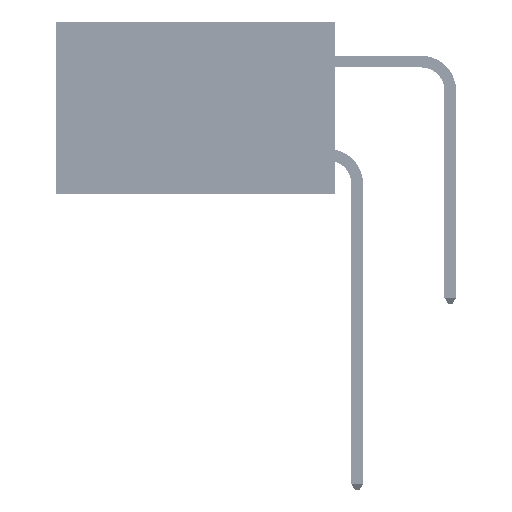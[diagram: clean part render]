
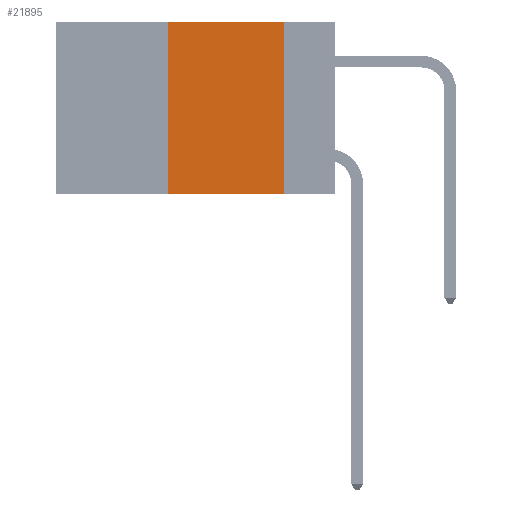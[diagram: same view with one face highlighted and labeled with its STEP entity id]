
A CAD part, left-side view. The second image highlights one B-rep face of the part: STEP entity #21895.
In plain terms, the highlighted planar face has unit normal (-1, 0, 0).
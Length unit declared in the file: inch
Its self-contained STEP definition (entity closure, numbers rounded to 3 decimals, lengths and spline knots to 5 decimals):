
#1836 = VERTEX_POINT ( 'NONE', #35349 ) ;
#1947 = DIRECTION ( 'NONE',  ( 0., 0., -1. ) ) ;
#1998 = DIRECTION ( 'NONE',  ( 0., -1., 0. ) ) ;
#2131 = PLANE ( 'NONE',  #12459 ) ;
#3068 = VECTOR ( 'NONE', #51625, 39.37008 ) ;
#4203 = CARTESIAN_POINT ( 'NONE',  ( 0., 0.36, -0.37 ) ) ;
#4990 = VERTEX_POINT ( 'NONE', #4203 ) ;
#6757 = CARTESIAN_POINT ( 'NONE',  ( 0., 0.6, 0. ) ) ;
#7512 = CARTESIAN_POINT ( 'NONE',  ( 0., 0.11, 0. ) ) ;
#8728 = VERTEX_POINT ( 'NONE', #22936 ) ;
#10368 = LINE ( 'NONE', #31755, #41553 ) ;
#12459 = AXIS2_PLACEMENT_3D ( 'NONE', #21459, #41556, #1947 ) ;
#12906 = VECTOR ( 'NONE', #1998, 39.37008 ) ;
#13033 = CARTESIAN_POINT ( 'NONE',  ( 0., 0.11, -0.37 ) ) ;
#14116 = VECTOR ( 'NONE', #38706, 39.37008 ) ;
#17077 = ORIENTED_EDGE ( 'NONE', *, *, #36659, .T. ) ;
#21459 = CARTESIAN_POINT ( 'NONE',  ( 0., 0.6, 0. ) ) ;
#21509 = CARTESIAN_POINT ( 'NONE',  ( 0., 0.6, -0.37 ) ) ;
#21895 = ADVANCED_FACE ( 'NONE', ( #30028 ), #2131, .F. ) ;
#22936 = CARTESIAN_POINT ( 'NONE',  ( 0., 0.36, 0. ) ) ;
#24061 = EDGE_LOOP ( 'NONE', ( #29793, #45736, #48550, #17077 ) ) ;
#27564 = DIRECTION ( 'NONE',  ( 0., 0., 1. ) ) ;
#28470 = EDGE_CURVE ( 'NONE', #8728, #1836, #35367, .T. ) ;
#29130 = LINE ( 'NONE', #21509, #12906 ) ;
#29793 = ORIENTED_EDGE ( 'NONE', *, *, #43590, .F. ) ;
#30028 = FACE_OUTER_BOUND ( 'NONE', #24061, .T. ) ;
#31755 = CARTESIAN_POINT ( 'NONE',  ( 0., 0.36, 0. ) ) ;
#32409 = LINE ( 'NONE', #7512, #3068 ) ;
#35349 = CARTESIAN_POINT ( 'NONE',  ( 0., 0.11, 0. ) ) ;
#35367 = LINE ( 'NONE', #6757, #14116 ) ;
#36659 = EDGE_CURVE ( 'NONE', #4990, #45768, #29130, .T. ) ;
#38706 = DIRECTION ( 'NONE',  ( 0., -1., 0. ) ) ;
#41553 = VECTOR ( 'NONE', #27564, 39.37008 ) ;
#41556 = DIRECTION ( 'NONE',  ( 1., 0., 0. ) ) ;
#43590 = EDGE_CURVE ( 'NONE', #1836, #45768, #32409, .T. ) ;
#45669 = EDGE_CURVE ( 'NONE', #4990, #8728, #10368, .T. ) ;
#45736 = ORIENTED_EDGE ( 'NONE', *, *, #28470, .F. ) ;
#45768 = VERTEX_POINT ( 'NONE', #13033 ) ;
#48550 = ORIENTED_EDGE ( 'NONE', *, *, #45669, .F. ) ;
#51625 = DIRECTION ( 'NONE',  ( 0., 0., -1. ) ) ;
